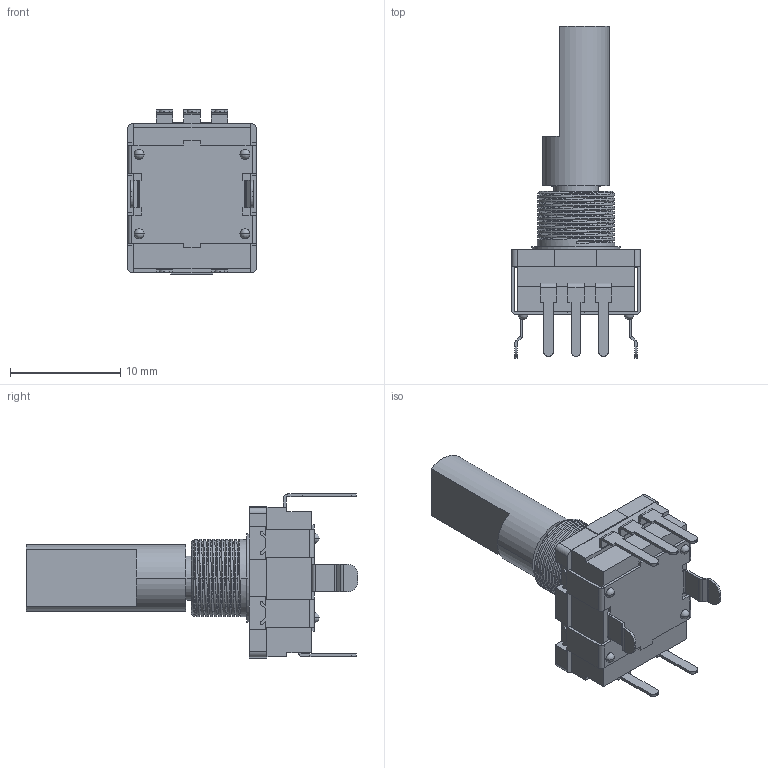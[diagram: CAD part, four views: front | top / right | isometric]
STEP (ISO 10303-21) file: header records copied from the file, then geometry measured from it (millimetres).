
FILE_DESCRIPTION (( 'STEP AP214' ), '1' );
FILE_NAME ('en11-hsm1af20.STEP', '2019-09-30T14:12:39', ( '' ), ( '' ), 'SwSTEP 2.0', 'SolidWorks 2018', '' );
FILE_SCHEMA (( 'AUTOMOTIVE_DESIGN' ));
Length unit declared in the file: inch
Products named in the file (1): en11-hsm1af20
Bounding box: 11.7 x 30.1 x 14.88 mm (x, y, z)
Volume: 1412.8 mm3; surface area: 1799.4 mm2
Topology: 3 solids, 3 shells, 288 faces, 832 edges, 548 vertices
Faces by surface type: plane 178, cylinder 93, sphere 8, bspline 6, cone 3
Entity records: 11845 total; most frequent: CARTESIAN_POINT 4239, ORIENTED_EDGE 1640, DIRECTION 1488, EDGE_CURVE 820, VECTOR 600, LINE 600, VERTEX_POINT 544, AXIS2_PLACEMENT_3D 444
